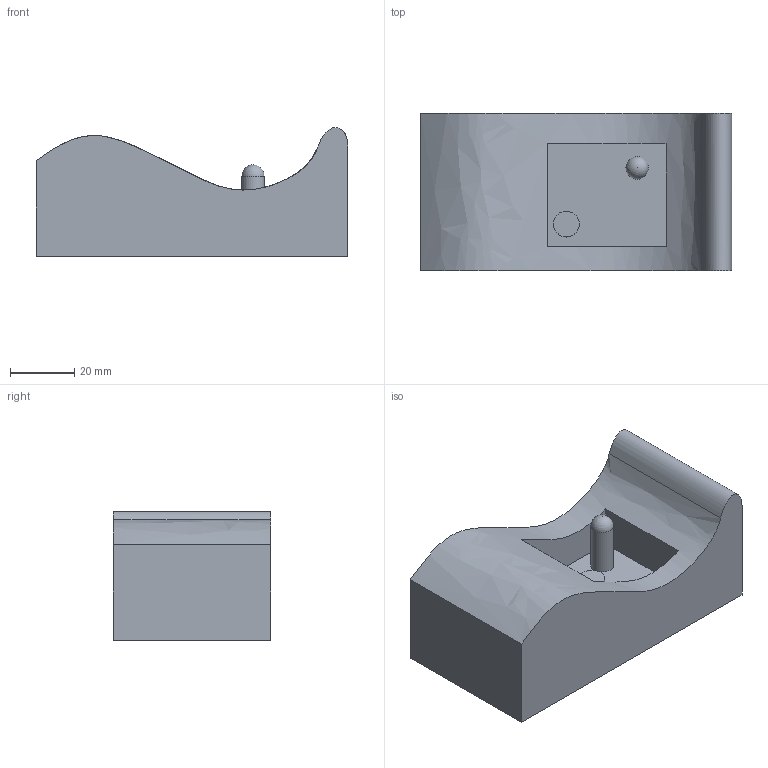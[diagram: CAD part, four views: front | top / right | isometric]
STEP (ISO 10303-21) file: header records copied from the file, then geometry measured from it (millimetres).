
FILE_DESCRIPTION(/* description */ (''),/* implementation_level */ '2;1');
FILE_NAME(/* name */ '3DS_TrainingObject.step',/* time_stamp */ '2020-10-29T13:49:06-06:00',/* author */ (''),/* organization */ (''),/* preprocessor_version */ 'ST-DEVELOPER v18.1',/* originating_system */ 'Autodesk Translation Framework v9.3.0.1241',/* authorisation */ '');
FILE_SCHEMA (('AUTOMOTIVE_DESIGN { 1 0 10303 214 3 1 1 }'));
Length unit declared in the file: millimetre
Products named in the file (1): 3DS_TrainingObject
Bounding box: 97 x 49 x 40.07 mm (x, y, z)
Volume: 127664.1 mm3; surface area: 22033.6 mm2
Topology: 1 solids, 1 shells, 16 faces, 36 edges, 24 vertices
Faces by surface type: plane 11, cylinder 2, bspline 2, sphere 1
Full cylindrical faces by diameter (mm): 7 x1, 8 x1
Entity records: 680 total; most frequent: CARTESIAN_POINT 310, ORIENTED_EDGE 70, DIRECTION 63, EDGE_CURVE 35, VERTEX_POINT 24, LINE 21, VECTOR 21, AXIS2_PLACEMENT_3D 21
